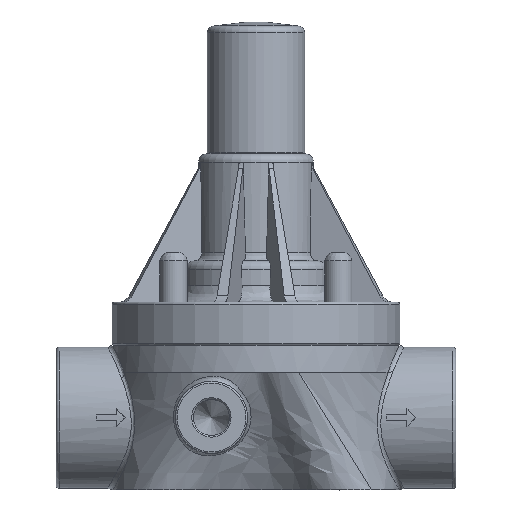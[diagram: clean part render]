
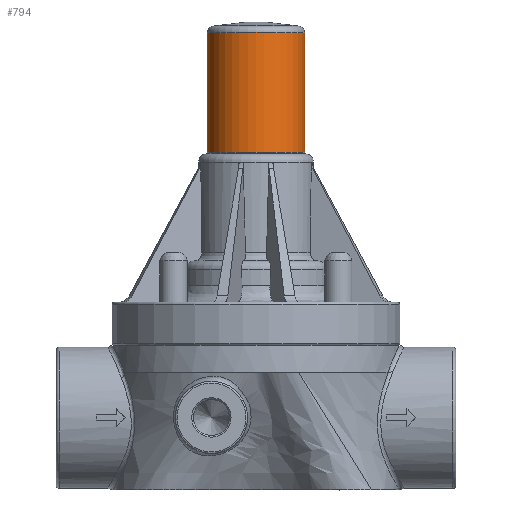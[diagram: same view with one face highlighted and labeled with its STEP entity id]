
A CAD part, top view. The second image highlights one B-rep face of the part: STEP entity #794.
In plain terms, the highlighted cylindrical face has radius 14.986 mm (diameter 29.972 mm), a full revolution.
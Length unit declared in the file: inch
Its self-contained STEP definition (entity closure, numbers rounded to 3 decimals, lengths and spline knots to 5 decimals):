
#760=CARTESIAN_POINT('',(0.58983,5.54681,-0.00008));
#761=VERTEX_POINT('',#760);
#762=CARTESIAN_POINT('',(-0.00017,5.54681,-0.00008));
#763=DIRECTION('',(0.0,-1.0,0.0));
#764=DIRECTION('',(1.0,0.0,0.0));
#765=AXIS2_PLACEMENT_3D('',#762,#763,#764);
#766=CIRCLE('',#765,0.59);
#767=EDGE_CURVE('',#761,#761,#766,.T.);
#775=CARTESIAN_POINT('',(-0.00017,4.8209,-0.00008));
#776=DIRECTION('',(0.,-1.0,0.));
#777=DIRECTION('',(1.0,0.0,0.0));
#778=AXIS2_PLACEMENT_3D('',#775,#776,#777);
#779=CYLINDRICAL_SURFACE('',#778,0.59);
#780=CARTESIAN_POINT('',(0.58983,4.095,-0.00008));
#781=VERTEX_POINT('',#780);
#782=CARTESIAN_POINT('',(-0.00017,4.095,-0.00008));
#783=DIRECTION('',(0.0,-1.0,0.0));
#784=DIRECTION('',(1.0,0.0,0.0));
#785=AXIS2_PLACEMENT_3D('',#782,#783,#784);
#786=CIRCLE('',#785,0.59);
#787=EDGE_CURVE('',#781,#781,#786,.T.);
#788=ORIENTED_EDGE('',*,*,#787,.F.);
#789=EDGE_LOOP('',(#788));
#790=FACE_OUTER_BOUND('',#789,.T.);
#791=ORIENTED_EDGE('',*,*,#767,.T.);
#792=EDGE_LOOP('',(#791));
#793=FACE_BOUND('',#792,.T.);
#794=ADVANCED_FACE('',(#790,#793),#779,.T.);
